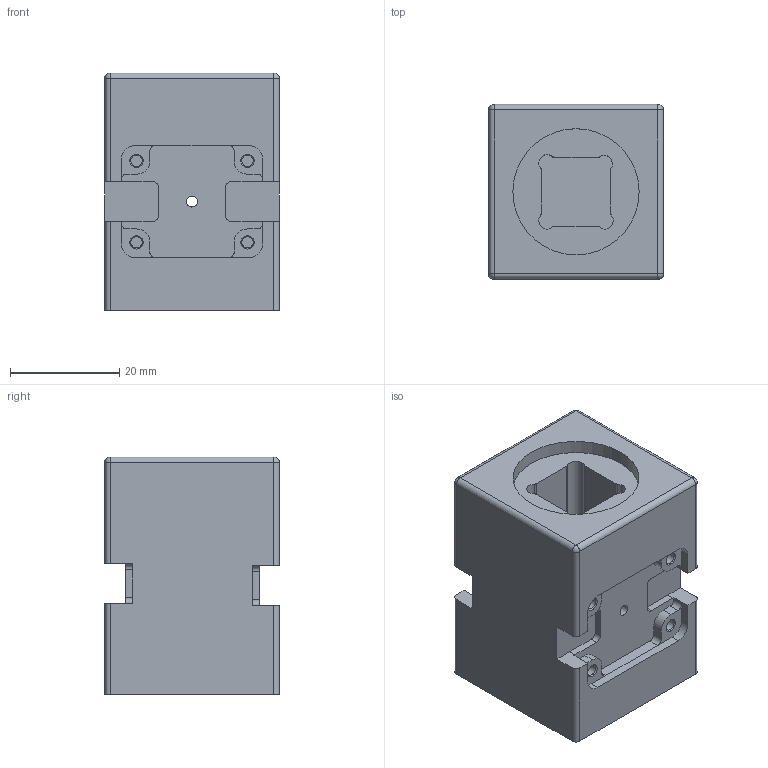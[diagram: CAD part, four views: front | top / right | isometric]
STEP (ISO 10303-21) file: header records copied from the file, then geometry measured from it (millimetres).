
FILE_DESCRIPTION(('FreeCAD Model'),'2;1');
FILE_NAME('Open CASCADE Shape Model','2021-12-04T14:04:56',('Author'),( ''),'Open CASCADE STEP processor 7.4','FreeCAD','Unknown');
FILE_SCHEMA(('AUTOMOTIVE_DESIGN { 1 0 10303 214 1 1 1 1 }'));
Length unit declared in the file: millimetre
Products named in the file (1): Chamfer002
Bounding box: 32 x 32 x 43.5 mm (x, y, z)
Volume: 33254.3 mm3; surface area: 10691.1 mm2
Topology: 1 solids, 1 shells, 191 faces, 493 edges, 314 vertices
Faces by surface type: plane 96, cylinder 79, cone 12, sphere 4
Full cylindrical faces by diameter (mm): 2 x2, 2.05 x12, 23.098 x1
Entity records: 5815 total; most frequent: DIRECTION 1043, CARTESIAN_POINT 995, ORIENTED_EDGE 978, EDGE_CURVE 489, AXIS2_PLACEMENT_3D 362, LINE 319, VECTOR 319, VERTEX_POINT 314
